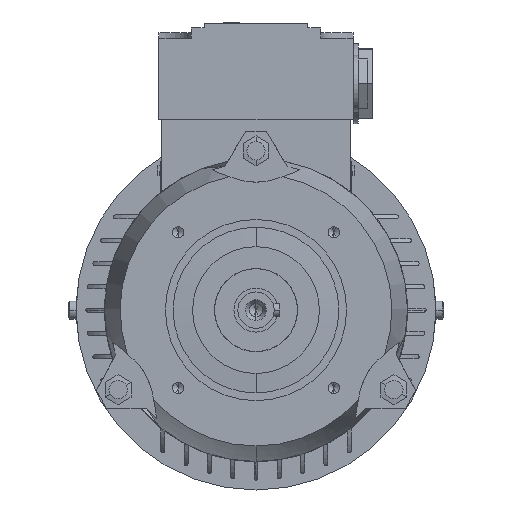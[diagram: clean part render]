
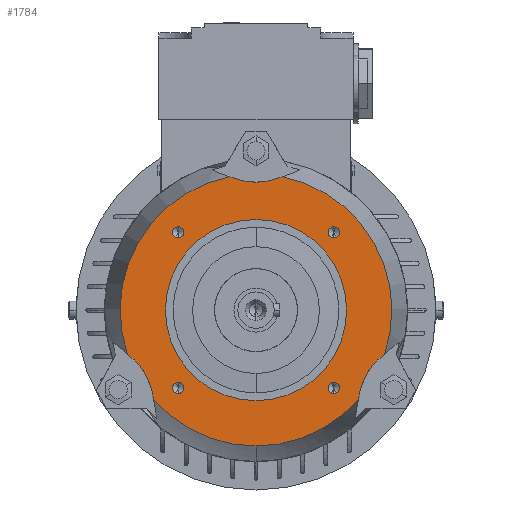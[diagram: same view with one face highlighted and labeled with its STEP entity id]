
A CAD part, left-side view. The second image highlights one B-rep face of the part: STEP entity #1784.
In plain terms, the highlighted planar face has unit normal (-1, 0, 0).
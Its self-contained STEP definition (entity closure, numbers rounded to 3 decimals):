
#1784=ADVANCED_FACE('',(#3624,#3625,#3626,#3627,#3628,#3629),#3630,.T.);
#3624=FACE_OUTER_BOUND('',#5506,.T.);
#3625=FACE_BOUND('',#5507,.T.);
#3626=FACE_BOUND('',#5508,.T.);
#3627=FACE_BOUND('',#5509,.T.);
#3628=FACE_BOUND('',#5510,.T.);
#3629=FACE_BOUND('',#5511,.T.);
#3630=PLANE('',#5512);
#5506=EDGE_LOOP('',(#10927,#10928,#10929,#10930,#10931,#10932,#10933,#10934,#10935,#10936));
#5507=EDGE_LOOP('',(#10937,#10938));
#5508=EDGE_LOOP('',(#10939,#10940));
#5509=EDGE_LOOP('',(#10941,#10942));
#5510=EDGE_LOOP('',(#10943,#10944));
#5511=EDGE_LOOP('',(#10945,#10946));
#5512=AXIS2_PLACEMENT_3D('',#10947,#10948,#10949);
#10927=ORIENTED_EDGE('',*,*,#13331,.T.);
#10928=ORIENTED_EDGE('',*,*,#11340,.T.);
#10929=ORIENTED_EDGE('',*,*,#13364,.F.);
#10930=ORIENTED_EDGE('',*,*,#13361,.T.);
#10931=ORIENTED_EDGE('',*,*,#11335,.T.);
#10932=ORIENTED_EDGE('',*,*,#13365,.F.);
#10933=ORIENTED_EDGE('',*,*,#13366,.T.);
#10934=ORIENTED_EDGE('',*,*,#11330,.T.);
#10935=ORIENTED_EDGE('',*,*,#11348,.F.);
#10936=ORIENTED_EDGE('',*,*,#13318,.F.);
#10937=ORIENTED_EDGE('',*,*,#11357,.T.);
#10938=ORIENTED_EDGE('',*,*,#13308,.T.);
#10939=ORIENTED_EDGE('',*,*,#13306,.T.);
#10940=ORIENTED_EDGE('',*,*,#11360,.T.);
#10941=ORIENTED_EDGE('',*,*,#13304,.T.);
#10942=ORIENTED_EDGE('',*,*,#11365,.T.);
#10943=ORIENTED_EDGE('',*,*,#13302,.T.);
#10944=ORIENTED_EDGE('',*,*,#11370,.T.);
#10945=ORIENTED_EDGE('',*,*,#13300,.T.);
#10946=ORIENTED_EDGE('',*,*,#11375,.T.);
#10947=CARTESIAN_POINT('',(-22.5,0.0,43.75));
#10948=DIRECTION('',(-1.0,0.0,0.));
#10949=DIRECTION('',(0.,0.0,-1.0));
#11330=EDGE_CURVE('',#13576,#13580,#13582,.T.);
#11335=EDGE_CURVE('',#13585,#13589,#13591,.T.);
#11340=EDGE_CURVE('',#13594,#13598,#13600,.T.);
#11348=EDGE_CURVE('',#13611,#13580,#13614,.T.);
#11357=EDGE_CURVE('',#13624,#13628,#13630,.T.);
#11360=EDGE_CURVE('',#13635,#13632,#13636,.T.);
#11365=EDGE_CURVE('',#13644,#13641,#13645,.T.);
#11370=EDGE_CURVE('',#13653,#13650,#13654,.T.);
#11375=EDGE_CURVE('',#13662,#13659,#13663,.T.);
#13300=EDGE_CURVE('',#13659,#13662,#16508,.T.);
#13302=EDGE_CURVE('',#13650,#13653,#16510,.T.);
#13304=EDGE_CURVE('',#13641,#13644,#16512,.T.);
#13306=EDGE_CURVE('',#13632,#13635,#16514,.T.);
#13308=EDGE_CURVE('',#13628,#13624,#16516,.T.);
#13318=EDGE_CURVE('',#16530,#13611,#16532,.T.);
#13331=EDGE_CURVE('',#16530,#13594,#16549,.T.);
#13361=EDGE_CURVE('',#16590,#13585,#16591,.T.);
#13364=EDGE_CURVE('',#16590,#13598,#16594,.T.);
#13365=EDGE_CURVE('',#16595,#13589,#16596,.T.);
#13366=EDGE_CURVE('',#16595,#13576,#16597,.T.);
#13576=VERTEX_POINT('',#16894);
#13580=VERTEX_POINT('',#16899);
#13582=CIRCLE('',#16906,25.081);
#13585=VERTEX_POINT('',#16909);
#13589=VERTEX_POINT('',#16914);
#13591=CIRCLE('',#16921,25.081);
#13594=VERTEX_POINT('',#16924);
#13598=VERTEX_POINT('',#16929);
#13600=CIRCLE('',#16936,25.081);
#13611=VERTEX_POINT('',#16949);
#13614=CIRCLE('',#16952,52.5);
#13624=VERTEX_POINT('',#16967);
#13628=VERTEX_POINT('',#16972);
#13630=CIRCLE('',#16975,35.0);
#13632=VERTEX_POINT('',#16977);
#13635=VERTEX_POINT('',#16981);
#13636=CIRCLE('',#16982,2.15);
#13641=VERTEX_POINT('',#16988);
#13644=VERTEX_POINT('',#16992);
#13645=CIRCLE('',#16993,2.15);
#13650=VERTEX_POINT('',#16999);
#13653=VERTEX_POINT('',#17003);
#13654=CIRCLE('',#17004,2.15);
#13659=VERTEX_POINT('',#17010);
#13662=VERTEX_POINT('',#17014);
#13663=CIRCLE('',#17015,2.15);
#16508=CIRCLE('',#22654,2.15);
#16510=CIRCLE('',#22656,2.15);
#16512=CIRCLE('',#22658,2.15);
#16514=CIRCLE('',#22660,2.15);
#16516=CIRCLE('',#22662,35.0);
#16530=VERTEX_POINT('',#22680);
#16532=CIRCLE('',#22687,52.5);
#16549=CIRCLE('',#22709,25.081);
#16590=VERTEX_POINT('',#22769);
#16591=CIRCLE('',#22770,25.081);
#16594=CIRCLE('',#22778,52.5);
#16595=VERTEX_POINT('',#22779);
#16596=CIRCLE('',#22780,52.5);
#16597=CIRCLE('',#22781,25.081);
#16894=CARTESIAN_POINT('',(-22.5,42.798,-24.71));
#16899=CARTESIAN_POINT('',(-22.5,39.592,-34.478));
#16906=AXIS2_PLACEMENT_3D('',#23051,#23052,#23053);
#16909=CARTESIAN_POINT('',(-22.5,0.,49.419));
#16914=CARTESIAN_POINT('',(-22.5,10.063,51.526));
#16921=AXIS2_PLACEMENT_3D('',#23058,#23059,#23060);
#16924=CARTESIAN_POINT('',(-22.5,-42.798,-24.71));
#16929=CARTESIAN_POINT('',(-22.5,-49.655,-17.048));
#16936=AXIS2_PLACEMENT_3D('',#23065,#23066,#23067);
#16949=CARTESIAN_POINT('',(-22.5,0.,-52.5));
#16952=AXIS2_PLACEMENT_3D('',#23079,#23080,#23081);
#16967=CARTESIAN_POINT('',(-22.5,0.0,35.0));
#16972=CARTESIAN_POINT('',(-22.5,0.,-35.0));
#16975=AXIS2_PLACEMENT_3D('',#23096,#23097,#23098);
#16977=CARTESIAN_POINT('',(-22.5,-30.052,27.902));
#16981=CARTESIAN_POINT('',(-22.5,-30.052,32.202));
#16982=AXIS2_PLACEMENT_3D('',#23100,#23101,#23102);
#16988=CARTESIAN_POINT('',(-22.5,-30.052,-32.202));
#16992=CARTESIAN_POINT('',(-22.5,-30.052,-27.902));
#16993=AXIS2_PLACEMENT_3D('',#23108,#23109,#23110);
#16999=CARTESIAN_POINT('',(-22.5,30.052,-32.202));
#17003=CARTESIAN_POINT('',(-22.5,30.052,-27.902));
#17004=AXIS2_PLACEMENT_3D('',#23116,#23117,#23118);
#17010=CARTESIAN_POINT('',(-22.5,30.052,27.902));
#17014=CARTESIAN_POINT('',(-22.5,30.052,32.202));
#17015=AXIS2_PLACEMENT_3D('',#23124,#23125,#23126);
#22654=AXIS2_PLACEMENT_3D('',#25145,#25146,#25147);
#22656=AXIS2_PLACEMENT_3D('',#25148,#25149,#25150);
#22658=AXIS2_PLACEMENT_3D('',#25151,#25152,#25153);
#22660=AXIS2_PLACEMENT_3D('',#25154,#25155,#25156);
#22662=AXIS2_PLACEMENT_3D('',#25157,#25158,#25159);
#22680=CARTESIAN_POINT('',(-22.5,-39.592,-34.478));
#22687=AXIS2_PLACEMENT_3D('',#25170,#25171,#25172);
#22709=AXIS2_PLACEMENT_3D('',#25187,#25188,#25189);
#22769=CARTESIAN_POINT('',(-22.5,-10.063,51.526));
#22770=AXIS2_PLACEMENT_3D('',#25226,#25227,#25228);
#22778=AXIS2_PLACEMENT_3D('',#25229,#25230,#25231);
#22779=CARTESIAN_POINT('',(-22.5,49.655,-17.048));
#22780=AXIS2_PLACEMENT_3D('',#25232,#25233,#25234);
#22781=AXIS2_PLACEMENT_3D('',#25235,#25236,#25237);
#23051=CARTESIAN_POINT('',(-22.5,64.519,-37.25));
#23052=DIRECTION('',(1.0,0.,0.));
#23053=DIRECTION('',(0.,0.866,-0.5));
#23058=CARTESIAN_POINT('',(-22.5,0.0,74.5));
#23059=DIRECTION('',(1.0,0.0,0.));
#23060=DIRECTION('',(0.,0.0,1.0));
#23065=CARTESIAN_POINT('',(-22.5,-64.519,-37.25));
#23066=DIRECTION('',(1.0,0.,0.));
#23067=DIRECTION('',(0.,-0.866,-0.5));
#23079=CARTESIAN_POINT('',(-22.5,0.0,0.0));
#23080=DIRECTION('',(1.0,0.0,-0.0));
#23081=DIRECTION('',(0.0,0.0,1.0));
#23096=CARTESIAN_POINT('',(-22.5,0.0,0.0));
#23097=DIRECTION('',(1.0,0.0,-0.0));
#23098=DIRECTION('',(0.0,0.0,1.0));
#23100=CARTESIAN_POINT('',(-22.5,-30.052,30.052));
#23101=DIRECTION('',(1.0,0.0,0.));
#23102=DIRECTION('',(0.,0.0,-1.0));
#23108=CARTESIAN_POINT('',(-22.5,-30.052,-30.052));
#23109=DIRECTION('',(1.0,0.0,0.));
#23110=DIRECTION('',(0.,0.0,-1.0));
#23116=CARTESIAN_POINT('',(-22.5,30.052,-30.052));
#23117=DIRECTION('',(1.0,0.0,0.));
#23118=DIRECTION('',(0.,0.0,-1.0));
#23124=CARTESIAN_POINT('',(-22.5,30.052,30.052));
#23125=DIRECTION('',(1.0,0.0,0.));
#23126=DIRECTION('',(0.,0.0,-1.0));
#25145=CARTESIAN_POINT('',(-22.5,30.052,30.052));
#25146=DIRECTION('',(1.0,0.0,0.));
#25147=DIRECTION('',(0.,0.0,-1.0));
#25148=CARTESIAN_POINT('',(-22.5,30.052,-30.052));
#25149=DIRECTION('',(1.0,0.0,0.));
#25150=DIRECTION('',(0.,0.0,-1.0));
#25151=CARTESIAN_POINT('',(-22.5,-30.052,-30.052));
#25152=DIRECTION('',(1.0,0.0,0.));
#25153=DIRECTION('',(0.,0.0,-1.0));
#25154=CARTESIAN_POINT('',(-22.5,-30.052,30.052));
#25155=DIRECTION('',(1.0,0.0,0.));
#25156=DIRECTION('',(0.,0.0,-1.0));
#25157=CARTESIAN_POINT('',(-22.5,0.0,0.0));
#25158=DIRECTION('',(1.0,0.0,-0.0));
#25159=DIRECTION('',(0.0,0.0,1.0));
#25170=CARTESIAN_POINT('',(-22.5,0.0,0.0));
#25171=DIRECTION('',(1.0,0.0,-0.0));
#25172=DIRECTION('',(0.0,0.0,1.0));
#25187=CARTESIAN_POINT('',(-22.5,-64.519,-37.25));
#25188=DIRECTION('',(1.0,0.,0.));
#25189=DIRECTION('',(0.,-0.866,-0.5));
#25226=CARTESIAN_POINT('',(-22.5,0.0,74.5));
#25227=DIRECTION('',(1.0,0.0,0.));
#25228=DIRECTION('',(0.,0.0,1.0));
#25229=CARTESIAN_POINT('',(-22.5,0.0,0.0));
#25230=DIRECTION('',(1.0,0.0,-0.0));
#25231=DIRECTION('',(0.0,0.0,1.0));
#25232=CARTESIAN_POINT('',(-22.5,0.0,0.0));
#25233=DIRECTION('',(1.0,0.0,-0.0));
#25234=DIRECTION('',(0.0,0.0,1.0));
#25235=CARTESIAN_POINT('',(-22.5,64.519,-37.25));
#25236=DIRECTION('',(1.0,0.,0.));
#25237=DIRECTION('',(0.,0.866,-0.5));
